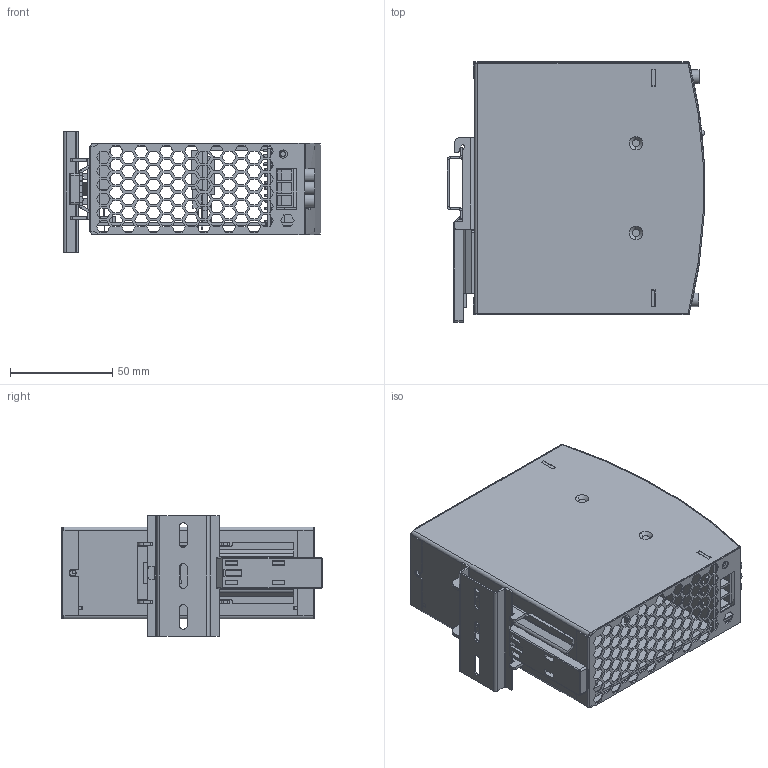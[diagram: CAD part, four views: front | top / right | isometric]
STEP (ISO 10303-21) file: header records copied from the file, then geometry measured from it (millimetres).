
FILE_DESCRIPTION((''),'2;1');
FILE_NAME('DAOGUIDIANYUAN_ASM_2_ASM','2016-03-03T',('huangxiaodong'),(''),'PRO/ENGINEER BY PARAMETRIC TECHNOLOGY CORPORATION, 2010480','PRO/ENGINEER BY PARAMETRIC TECHNOLOGY CORPORATION, 2010480','');
FILE_SCHEMA(('AUTOMOTIVE_DESIGN_CC2 { 1 2 10303 214 -1 1 5 2 }'));
Products named in the file (35): MANIFOLD_SOLID_BREP_1997; MANIFOLD_SOLID_BREP_2159; XIAGAI-01_1_ASM; SG-014_1; DG240PCB2_1; DG240PCB_1; MANIFOLD_SOLID_BREP_58881; MANIFOLD_SOLID_BREP_58992; D37_1; SRQ-01_1_ASM; MANIFOLD_SOLID_BREP_63301; MANIFOLD_SOLID_BREP_63538; MANIFOLD_SOLID_BREP_63731; MANIFOLD_SOLID_BREP_63924; MANIFOLD_SOLID_BREP_64117; MANIFOLD_SOLID_BREP_64554; MANIFOLD_SOLID_BREP_64747; MANIFOLD_SOLID_BREP_64948; 240SANREQI_1_ASM; SUJIAODUANZI_1; 240ZHENGLIUQIAO_1; DUANZI-3P_1; YINGSHE_1; MANIFOLD_SOLID_BREP_73659; MANIFOLD_SOLID_BREP_73821; MANIFOLD_SOLID_BREP_73983; DUANZI_1_ASM; LEDDENGZUO_1; LED1_1; GUAER_1; 240PCB3_1; CHAZHENG_1; SUJIAOJIAN_1; TS35_1; DAOGUIDIANYUAN_ASM_2_ASM
Assembly tree (47 placements, depth 3):
  DAOGUIDIANYUAN_ASM_2_ASM
    XIAGAI-01_1_ASM
      MANIFOLD_SOLID_BREP_1997
      MANIFOLD_SOLID_BREP_2159
    SG-014_1
    DG240PCB2_1
    DG240PCB_1
    SRQ-01_1_ASM
      MANIFOLD_SOLID_BREP_58881
      MANIFOLD_SOLID_BREP_58992
      D37_1
    D37_1  x5
    240SANREQI_1_ASM
      MANIFOLD_SOLID_BREP_63301
      MANIFOLD_SOLID_BREP_63538
      MANIFOLD_SOLID_BREP_63731
      MANIFOLD_SOLID_BREP_63924
      MANIFOLD_SOLID_BREP_64117
      MANIFOLD_SOLID_BREP_64554
      MANIFOLD_SOLID_BREP_64747
      MANIFOLD_SOLID_BREP_64948
    SUJIAODUANZI_1  x6
    240ZHENGLIUQIAO_1
    DUANZI-3P_1  x3
    YINGSHE_1
    DUANZI_1_ASM  x2
      MANIFOLD_SOLID_BREP_73659
      MANIFOLD_SOLID_BREP_73821
      MANIFOLD_SOLID_BREP_73983
    LEDDENGZUO_1
    LED1_1
    GUAER_1
    240PCB3_1
    CHAZHENG_1
    SUJIAOJIAN_1
    TS35_1
Bounding box: 126.26 x 127.7 x 59 mm (x, y, z)
Volume: 153990.4 mm3; surface area: 205589.2 mm2
Topology: 45 solids, 45 shells, 2854 faces, 7812 edges, 5110 vertices
Faces by surface type: plane 2387, cylinder 411, cone 30, bspline 22, sphere 4
Entity records: 81909 total; most frequent: CARTESIAN_POINT 13582, ORIENTED_EDGE 12992, DIRECTION 12047, EDGE_CURVE 6496, VECTOR 5691, LINE 5691, VERTEX_POINT 4266, AXIS2_PLACEMENT_3D 3178
